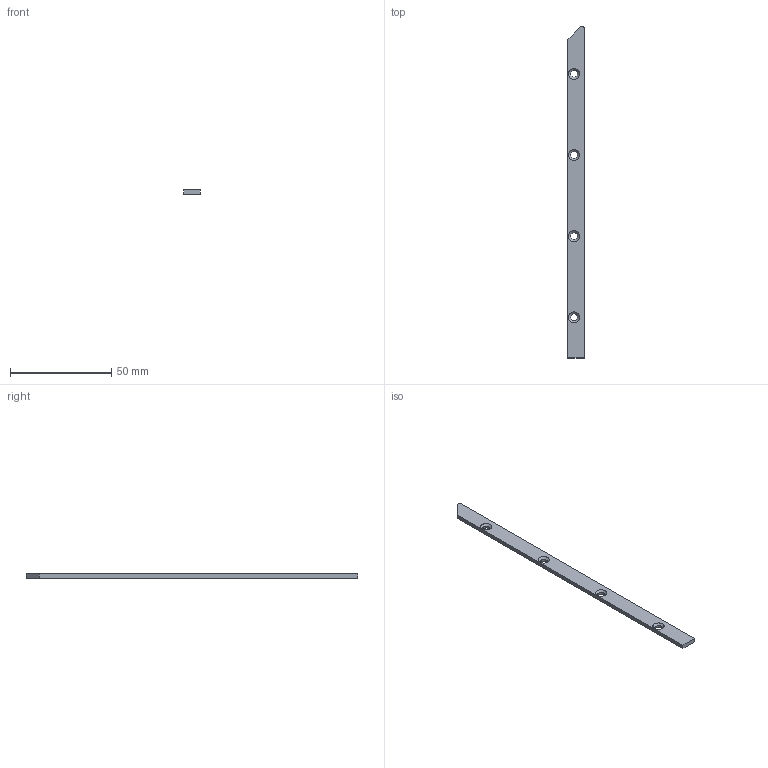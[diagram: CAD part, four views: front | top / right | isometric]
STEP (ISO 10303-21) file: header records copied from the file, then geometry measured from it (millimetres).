
FILE_DESCRIPTION(/* description */ (''),/* implementation_level */ '2;1');
FILE_NAME(/* name */ 'Halter Tafel rechts v3.step',/* time_stamp */ '2025-04-10T13:00:35+02:00',/* author */ (''),/* organization */ (''),/* preprocessor_version */ 'ST-DEVELOPER v20.1',/* originating_system */ 'Autodesk Translation Framework v14.4.0.0',/* authorisation */ '');
FILE_SCHEMA (('AUTOMOTIVE_DESIGN { 1 0 10303 214 3 1 1 }'));
Length unit declared in the file: millimetre
Products named in the file (1): Halter Tafel rechts
Bounding box: 8 x 163.58 x 2 mm (x, y, z)
Volume: 2470.4 mm3; surface area: 3241.6 mm2
Topology: 1 solids, 1 shells, 15 faces, 35 edges, 22 vertices
Faces by surface type: plane 6, cylinder 5, cone 4
Full cylindrical faces by diameter (mm): 3.5 x4
Entity records: 480 total; most frequent: DIRECTION 81, CARTESIAN_POINT 73, ORIENTED_EDGE 70, EDGE_CURVE 35, AXIS2_PLACEMENT_3D 30, EDGE_LOOP 23, VERTEX_POINT 22, LINE 21
